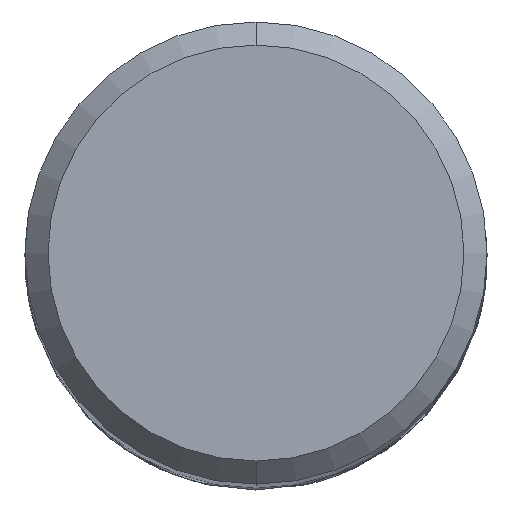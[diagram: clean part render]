
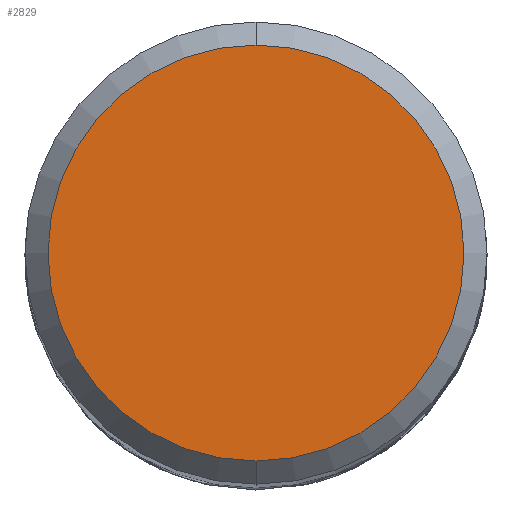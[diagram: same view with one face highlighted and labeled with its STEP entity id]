
A CAD part, top view. The second image highlights one B-rep face of the part: STEP entity #2829.
In plain terms, the highlighted planar face has unit normal (0, 0, 1).
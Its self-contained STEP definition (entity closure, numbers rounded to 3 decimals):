
#1159=VERTEX_POINT('',#3125);
#1395=VERTEX_POINT('',#3385);
#2101=EDGE_CURVE('',#1159,#1395,#4153,.T.);
#2541=EDGE_CURVE('',#1395,#1159,#4630,.T.);
#2829=ADVANCED_FACE('',(#4938),#4939,.T.);
#3125=CARTESIAN_POINT('',(0.,-3.6,0.0));
#3385=CARTESIAN_POINT('',(0.0,3.6,0.0));
#4153=CIRCLE('',#14394,3.6);
#4630=CIRCLE('',#18599,3.6);
#4938=FACE_OUTER_BOUND('',#21208,.T.);
#4939=PLANE('',#21209);
#14394=AXIS2_PLACEMENT_3D('',#23300,#23301,#23302);
#18599=AXIS2_PLACEMENT_3D('',#23779,#23780,#23781);
#21208=EDGE_LOOP('',(#24081,#24082));
#21209=AXIS2_PLACEMENT_3D('',#24083,#24084,#24085);
#23300=CARTESIAN_POINT('',(0.0,0.0,0.0));
#23301=DIRECTION('',(0.0,0.0,-1.0));
#23302=DIRECTION('',(0.0,1.0,0.0));
#23779=CARTESIAN_POINT('',(0.0,0.0,0.0));
#23780=DIRECTION('',(0.0,0.0,-1.0));
#23781=DIRECTION('',(0.0,1.0,0.0));
#24081=ORIENTED_EDGE('',*,*,#2541,.F.);
#24082=ORIENTED_EDGE('',*,*,#2101,.F.);
#24083=CARTESIAN_POINT('',(0.0,1.8,0.0));
#24084=DIRECTION('',(-0.0,0.0,1.0));
#24085=DIRECTION('',(0.0,-1.0,0.0));
